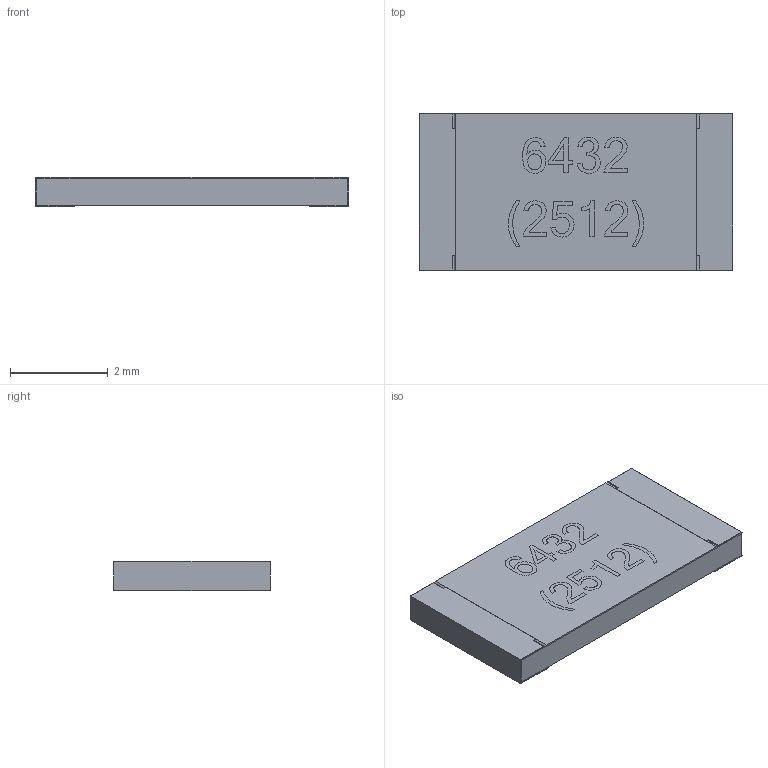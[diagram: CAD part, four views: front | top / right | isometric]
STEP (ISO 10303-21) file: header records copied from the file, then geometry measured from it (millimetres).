
FILE_DESCRIPTION(('FreeCAD Model'),'2;1');
FILE_NAME('User Library-RESC6432X06.step','2016-07-08T11:57:53',('Author'),(''), 'Open CASCADE STEP processor 6.8','FreeCAD','Unknown');
FILE_SCHEMA(('AUTOMOTIVE_DESIGN_CC2 { 1 2 10303 214 -1 1 5 4 }'));
Length unit declared in the file: millimetre
Products named in the file (1): User_Library-RESC6432X06
Bounding box: 6.4 x 3.2 x 0.6 mm (x, y, z)
Volume: 11.8 mm3; surface area: 52.8 mm2
Topology: 1 solids, 1 shells, 94 faces, 374 edges, 278 vertices
Faces by surface type: plane 44, cylinder 34, bspline 16
Entity records: 14224 total; most frequent: CARTESIAN_POINT 8083, B_SPLINE_CURVE_WITH_KNOTS 780, ORIENTED_EDGE 716, PCURVE 716, DEFINITIONAL_REPRESENTATION 716, DIRECTION 500, EDGE_CURVE 358, SURFACE_CURVE 358
